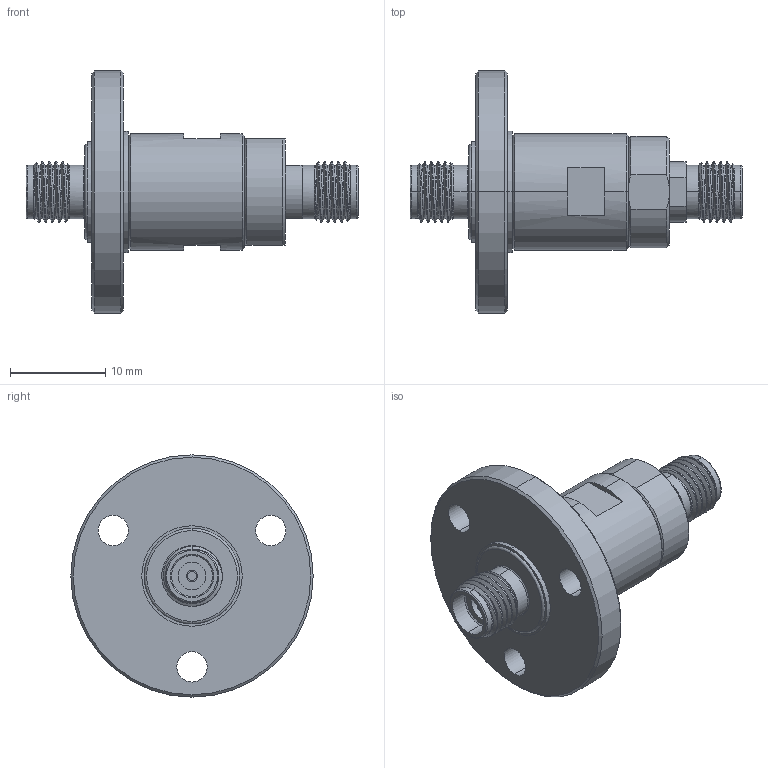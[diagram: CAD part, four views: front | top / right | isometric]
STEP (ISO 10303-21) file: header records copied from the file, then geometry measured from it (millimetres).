
FILE_DESCRIPTION (( 'STEP AP203' ), '1' );
FILE_NAME ('PE1402.step', '2018-09-20T20:07:06', ( '' ), ( '' ), 'SwSTEP 2.0', 'SolidWorks 2017', '' );
FILE_SCHEMA (( 'CONFIG_CONTROL_DESIGN' ));
Length unit declared in the file: inch
Products named in the file (1): PE1402
Bounding box: 34.8 x 25.4 x 25.4 mm (x, y, z)
Volume: 3844 mm3; surface area: 2469.1 mm2
Topology: 1 solids, 1 shells, 150 faces, 366 edges, 232 vertices
Faces by surface type: cylinder 64, plane 44, cone 28, torus 8, bspline 6
Entity records: 6643 total; most frequent: CARTESIAN_POINT 3129, ORIENTED_EDGE 732, DIRECTION 716, EDGE_CURVE 366, AXIS2_PLACEMENT_3D 289, VERTEX_POINT 232, EDGE_LOOP 170, ADVANCED_FACE 150
